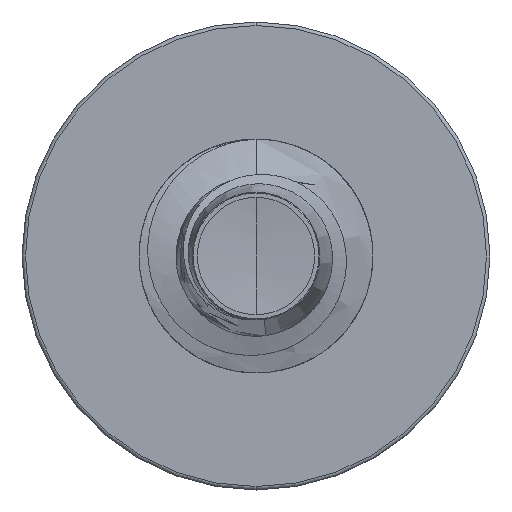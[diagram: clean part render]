
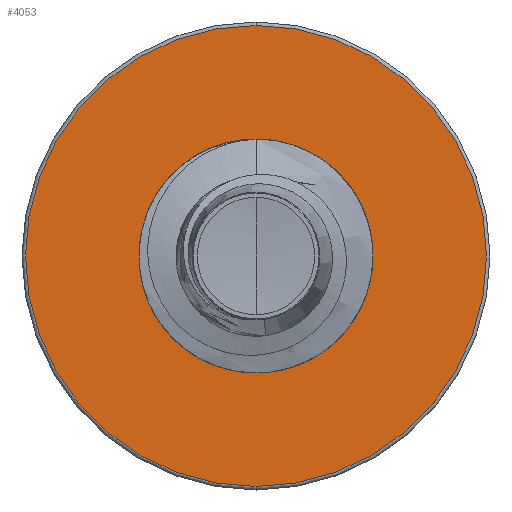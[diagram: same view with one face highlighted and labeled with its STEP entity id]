
A CAD part, front view. The second image highlights one B-rep face of the part: STEP entity #4053.
In plain terms, the highlighted planar face has unit normal (0, -1, 0).
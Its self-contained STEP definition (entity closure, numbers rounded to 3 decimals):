
#989 = CIRCLE ( 'NONE', #8209, 3.94 ) ;
#4053 = ADVANCED_FACE ( 'NONE', ( #21981, #5569 ), #8660, .F. ) ;
#4678 = ORIENTED_EDGE ( 'NONE', *, *, #19597, .T. ) ;
#4777 = CARTESIAN_POINT ( 'NONE',  ( 0., 22.5, 0. ) ) ;
#4983 = DIRECTION ( 'NONE',  ( 0., 0., 1. ) ) ;
#5021 = DIRECTION ( 'NONE',  ( 0., 1., 0. ) ) ;
#5028 = CARTESIAN_POINT ( 'NONE',  ( 0., 22.5, 0. ) ) ;
#5569 = FACE_BOUND ( 'NONE', #15986, .T. ) ;
#6088 = VERTEX_POINT ( 'NONE', #10141 ) ;
#6267 = CARTESIAN_POINT ( 'NONE',  ( 0., 22.5, 0. ) ) ;
#6592 = AXIS2_PLACEMENT_3D ( 'NONE', #6267, #22314, #9058 ) ;
#7666 = DIRECTION ( 'NONE',  ( 0., 0., 1. ) ) ;
#8056 = AXIS2_PLACEMENT_3D ( 'NONE', #24614, #12888, #26061 ) ;
#8209 = AXIS2_PLACEMENT_3D ( 'NONE', #4777, #21435, #7666 ) ;
#8575 = DIRECTION ( 'NONE',  ( 0., 0., 1. ) ) ;
#8647 = AXIS2_PLACEMENT_3D ( 'NONE', #5028, #5021, #4983 ) ;
#8660 = PLANE ( 'NONE',  #14515 ) ;
#8703 = CARTESIAN_POINT ( 'NONE',  ( 0., 22.5, -1.989 ) ) ;
#8890 = DIRECTION ( 'NONE',  ( 0., 1., 0. ) ) ;
#9058 = DIRECTION ( 'NONE',  ( 0., 0., 1. ) ) ;
#10141 = CARTESIAN_POINT ( 'NONE',  ( 0., 22.5, 1.989 ) ) ;
#12617 = CIRCLE ( 'NONE', #6592, 1.989 ) ;
#12888 = DIRECTION ( 'NONE',  ( 0., 1., 0. ) ) ;
#14506 = CIRCLE ( 'NONE', #8056, 3.94 ) ;
#14515 = AXIS2_PLACEMENT_3D ( 'NONE', #8703, #8890, #8575 ) ;
#15275 = VERTEX_POINT ( 'NONE', #25618 ) ;
#15650 = VERTEX_POINT ( 'NONE', #25572 ) ;
#15986 = EDGE_LOOP ( 'NONE', ( #4678, #26163 ) ) ;
#19597 = EDGE_CURVE ( 'NONE', #6088, #15275, #22485, .T. ) ;
#20067 = EDGE_CURVE ( 'NONE', #15650, #22375, #989, .T. ) ;
#20110 = EDGE_CURVE ( 'NONE', #22375, #15650, #14506, .T. ) ;
#20300 = EDGE_LOOP ( 'NONE', ( #26893, #26942 ) ) ;
#21435 = DIRECTION ( 'NONE',  ( 0., 1., 0. ) ) ;
#21981 = FACE_OUTER_BOUND ( 'NONE', #20300, .T. ) ;
#22051 = EDGE_CURVE ( 'NONE', #15275, #6088, #12617, .T. ) ;
#22314 = DIRECTION ( 'NONE',  ( 0., 1., 0. ) ) ;
#22375 = VERTEX_POINT ( 'NONE', #25841 ) ;
#22485 = CIRCLE ( 'NONE', #8647, 1.989 ) ;
#24614 = CARTESIAN_POINT ( 'NONE',  ( 0., 22.5, 0. ) ) ;
#25572 = CARTESIAN_POINT ( 'NONE',  ( 0., 22.5, 3.94 ) ) ;
#25618 = CARTESIAN_POINT ( 'NONE',  ( 0., 22.5, -1.989 ) ) ;
#25841 = CARTESIAN_POINT ( 'NONE',  ( 0., 22.5, -3.94 ) ) ;
#26061 = DIRECTION ( 'NONE',  ( 0., 0., 1. ) ) ;
#26163 = ORIENTED_EDGE ( 'NONE', *, *, #22051, .T. ) ;
#26893 = ORIENTED_EDGE ( 'NONE', *, *, #20067, .F. ) ;
#26942 = ORIENTED_EDGE ( 'NONE', *, *, #20110, .F. ) ;
